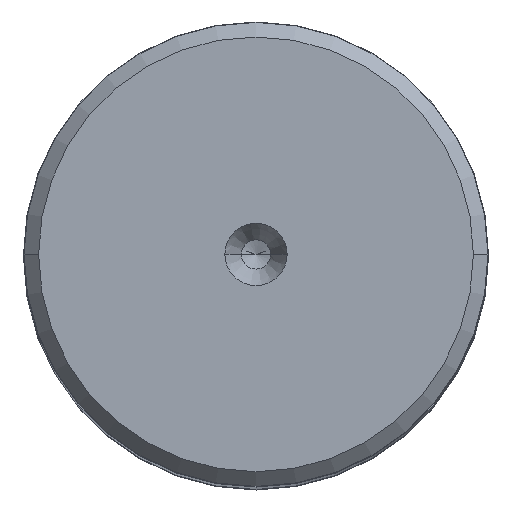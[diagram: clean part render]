
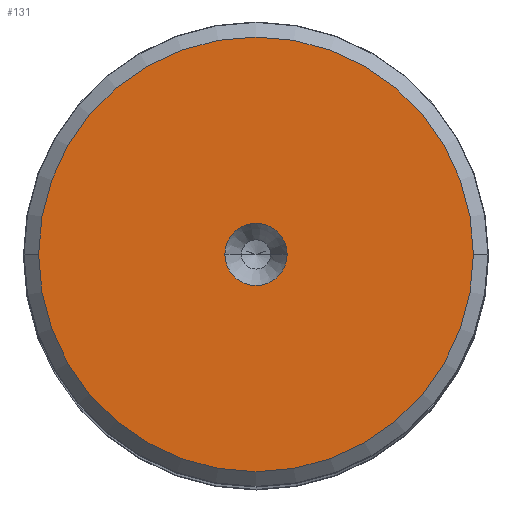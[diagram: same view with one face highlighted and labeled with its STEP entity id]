
A CAD part, top view. The second image highlights one B-rep face of the part: STEP entity #131.
In plain terms, the highlighted planar face has unit normal (0, 0, 1).
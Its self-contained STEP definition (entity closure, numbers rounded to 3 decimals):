
#103=PLANE('',#782);
#107=FACE_BOUND('',#224,.T.);
#108=FACE_BOUND('',#225,.T.);
#131=ADVANCED_FACE('',(#107,#108),#103,.F.);
#224=EDGE_LOOP('',(#281,#282,#283,#284));
#225=EDGE_LOOP('',(#285,#286));
#281=ORIENTED_EDGE('',*,*,#536,.F.);
#282=ORIENTED_EDGE('',*,*,#537,.F.);
#283=ORIENTED_EDGE('',*,*,#538,.F.);
#284=ORIENTED_EDGE('',*,*,#539,.F.);
#285=ORIENTED_EDGE('',*,*,#540,.F.);
#286=ORIENTED_EDGE('',*,*,#541,.F.);
#469=VERTEX_POINT('',#1188);
#470=VERTEX_POINT('',#1189);
#471=VERTEX_POINT('',#1191);
#472=VERTEX_POINT('',#1193);
#473=VERTEX_POINT('',#1196);
#474=VERTEX_POINT('',#1197);
#536=EDGE_CURVE('',#469,#470,#636,.T.);
#537=EDGE_CURVE('',#471,#469,#637,.T.);
#538=EDGE_CURVE('',#472,#471,#638,.T.);
#539=EDGE_CURVE('',#470,#472,#639,.T.);
#540=EDGE_CURVE('',#473,#474,#640,.T.);
#541=EDGE_CURVE('',#474,#473,#641,.T.);
#636=CIRCLE('',#776,14.84);
#637=CIRCLE('',#777,14.84);
#638=CIRCLE('',#778,14.84);
#639=CIRCLE('',#779,14.84);
#640=CIRCLE('',#780,2.125);
#641=CIRCLE('',#781,2.125);
#776=AXIS2_PLACEMENT_3D('',#1187,#926,#927);
#777=AXIS2_PLACEMENT_3D('',#1190,#928,#929);
#778=AXIS2_PLACEMENT_3D('',#1192,#930,#931);
#779=AXIS2_PLACEMENT_3D('',#1194,#932,#933);
#780=AXIS2_PLACEMENT_3D('',#1195,#934,#935);
#781=AXIS2_PLACEMENT_3D('',#1198,#936,#937);
#782=AXIS2_PLACEMENT_3D('',#1199,#938,#939);
#926=DIRECTION('',(0.,0.,-1.));
#927=DIRECTION('',(0.,1.,0.));
#928=DIRECTION('',(0.,0.,-1.));
#929=DIRECTION('',(-1.,0.,0.));
#930=DIRECTION('',(0.,0.,-1.));
#931=DIRECTION('',(0.,-1.,0.));
#932=DIRECTION('',(0.,0.,-1.));
#933=DIRECTION('',(1.,0.,0.));
#934=DIRECTION('',(0.,0.,1.));
#935=DIRECTION('',(-1.,0.,0.));
#936=DIRECTION('',(0.,0.,1.));
#937=DIRECTION('',(1.,0.,0.));
#938=DIRECTION('',(0.,0.,-1.));
#939=DIRECTION('',(-1.,0.,0.));
#1187=CARTESIAN_POINT('',(0.,0.,0.));
#1188=CARTESIAN_POINT('',(0.,14.84,0.));
#1189=CARTESIAN_POINT('',(14.84,0.,0.));
#1190=CARTESIAN_POINT('',(0.,0.,0.));
#1191=CARTESIAN_POINT('',(-14.84,0.,0.));
#1192=CARTESIAN_POINT('',(0.,0.,0.));
#1193=CARTESIAN_POINT('',(0.,-14.84,0.));
#1194=CARTESIAN_POINT('',(0.,0.,0.));
#1195=CARTESIAN_POINT('',(0.,0.,0.));
#1196=CARTESIAN_POINT('',(-2.125,0.,0.));
#1197=CARTESIAN_POINT('',(2.125,0.,0.));
#1198=CARTESIAN_POINT('',(0.,0.,0.));
#1199=CARTESIAN_POINT('',(0.,0.,0.));
